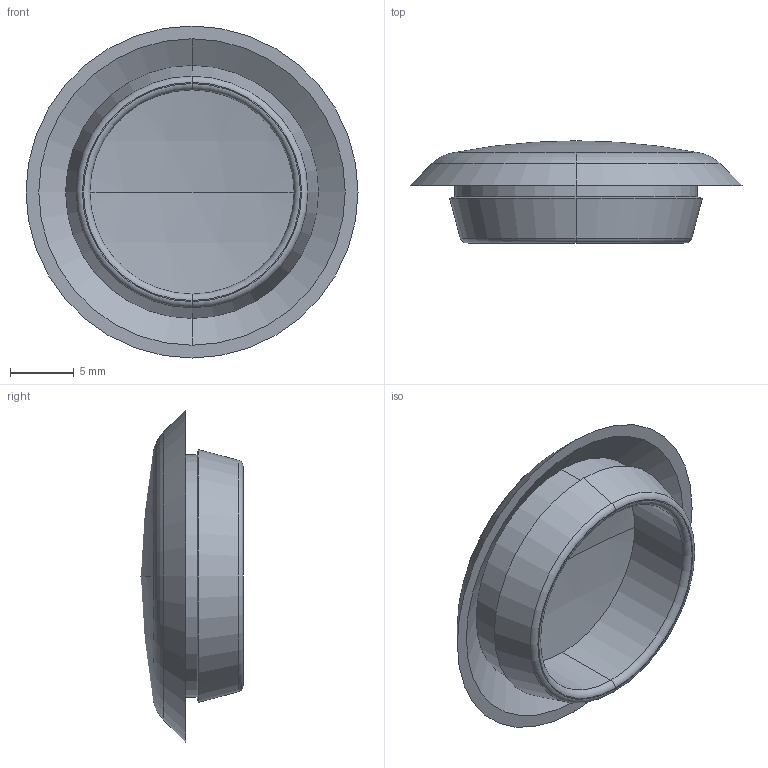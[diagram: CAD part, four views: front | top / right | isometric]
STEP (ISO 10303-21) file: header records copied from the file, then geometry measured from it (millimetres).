
FILE_DESCRIPTION (( 'STEP AP203' ), '1' );
FILE_NAME ('FC-742-1.STEP', '2007-01-30T01:39:13', ( ' ' ), ( ' ' ), 'SwSTEP 2.0', 'SolidWorks 2006004', '' );
FILE_SCHEMA (( 'CONFIG_CONTROL_DESIGN' ));
Length unit declared in the file: millimetre
Products named in the file (1): FC-742-1
Bounding box: 26 x 8 x 26 mm (x, y, z)
Volume: 1138.7 mm3; surface area: 1786.8 mm2
Topology: 1 solids, 1 shells, 24 faces, 50 edges, 30 vertices
Faces by surface type: cone 8, torus 6, sphere 4, cylinder 4, plane 2
Entity records: 729 total; most frequent: DIRECTION 138, CARTESIAN_POINT 105, ORIENTED_EDGE 100, AXIS2_PLACEMENT_3D 63, EDGE_CURVE 50, CIRCLE 38, VERTEX_POINT 30, EDGE_LOOP 26
